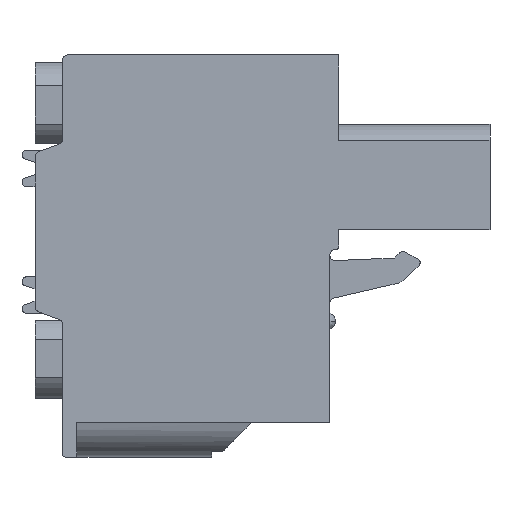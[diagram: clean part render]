
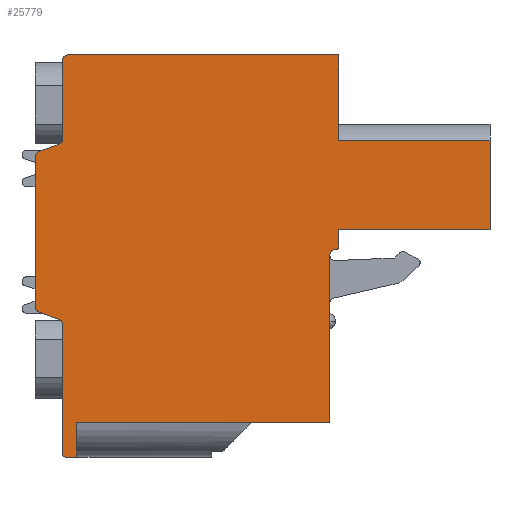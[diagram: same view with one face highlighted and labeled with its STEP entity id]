
A CAD part, front view. The second image highlights one B-rep face of the part: STEP entity #25779.
In plain terms, the highlighted planar face has unit normal (0, -1, 0).
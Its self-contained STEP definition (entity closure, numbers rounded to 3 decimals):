
#2327=DIRECTION('',(0.,0.,1.));
#2328=VECTOR('',#2327,4.7);
#2329=CARTESIAN_POINT('',(4.181,-101.5,6.775));
#2330=LINE('',#2329,#2328);
#2510=DIRECTION('',(-1.,0.,0.));
#2511=VECTOR('',#2510,8.3);
#2512=CARTESIAN_POINT('',(12.481,-101.5,6.775));
#2513=LINE('',#2512,#2511);
#2514=DIRECTION('',(0.,0.,-1.));
#2515=VECTOR('',#2514,4.9);
#2516=CARTESIAN_POINT('',(12.481,-101.5,6.775));
#2517=LINE('',#2516,#2515);
#2518=DIRECTION('',(-1.,0.,0.));
#2519=VECTOR('',#2518,8.3);
#2520=CARTESIAN_POINT('',(12.481,-101.5,1.875));
#2521=LINE('',#2520,#2519);
#2522=DIRECTION('',(0.,0.,-1.));
#2523=VECTOR('',#2522,0.901);
#2524=CARTESIAN_POINT('',(4.181,-101.5,1.875));
#2525=LINE('',#2524,#2523);
#2526=CARTESIAN_POINT('',(3.981,-101.5,0.974));
#2527=DIRECTION('',(0.,1.,0.));
#2528=DIRECTION('',(1.,0.,0.));
#2529=AXIS2_PLACEMENT_3D('',#2526,#2527,#2528);
#2531=CARTESIAN_POINT('',(3.981,-101.5,0.474));
#2532=DIRECTION('',(0.,-1.,0.));
#2533=DIRECTION('',(0.,0.,1.));
#2534=AXIS2_PLACEMENT_3D('',#2531,#2532,#2533);
#2536=DIRECTION('',(-1.,0.,0.));
#2537=VECTOR('',#2536,13.9);
#2538=CARTESIAN_POINT('',(3.681,-101.5,-8.725));
#2539=LINE('',#2538,#2537);
#2540=DIRECTION('',(0.,0.,-1.));
#2541=VECTOR('',#2540,1.9);
#2542=CARTESIAN_POINT('',(-10.219,-101.5,-8.725));
#2543=LINE('',#2542,#2541);
#2544=DIRECTION('',(-1.,0.,0.));
#2545=VECTOR('',#2544,0.6);
#2546=CARTESIAN_POINT('',(-10.219,-101.5,-10.625));
#2547=LINE('',#2546,#2545);
#2548=CARTESIAN_POINT('',(-10.819,-101.5,-10.425));
#2549=DIRECTION('',(0.,1.,0.));
#2550=DIRECTION('',(0.,0.,-1.));
#2551=AXIS2_PLACEMENT_3D('',#2548,#2549,#2550);
#2553=DIRECTION('',(0.,0.,1.));
#2554=VECTOR('',#2553,7.095);
#2555=CARTESIAN_POINT('',(-11.019,-101.5,-10.425));
#2556=LINE('',#2555,#2554);
#2557=CARTESIAN_POINT('',(-11.319,-101.5,-3.33));
#2558=DIRECTION('',(0.,-1.,0.));
#2559=DIRECTION('',(1.,0.,0.));
#2560=AXIS2_PLACEMENT_3D('',#2557,#2558,#2559);
#2562=DIRECTION('',(-0.94,0.,0.342));
#2563=VECTOR('',#2562,1.176);
#2564=CARTESIAN_POINT('',(-11.216,-101.5,-3.048));
#2565=LINE('',#2564,#2563);
#2566=CARTESIAN_POINT('',(-12.219,-101.5,-2.364));
#2567=DIRECTION('',(0.,1.,0.));
#2568=DIRECTION('',(-0.342,0.,-0.94));
#2569=AXIS2_PLACEMENT_3D('',#2566,#2567,#2568);
#2571=DIRECTION('',(0.,0.,1.));
#2572=VECTOR('',#2571,8.238);
#2573=CARTESIAN_POINT('',(-12.519,-101.5,-2.364));
#2574=LINE('',#2573,#2572);
#2575=CARTESIAN_POINT('',(-12.219,-101.5,5.874));
#2576=DIRECTION('',(0.,1.,0.));
#2577=DIRECTION('',(-1.,0.,0.));
#2578=AXIS2_PLACEMENT_3D('',#2575,#2576,#2577);
#2580=DIRECTION('',(0.94,0.,0.342));
#2581=VECTOR('',#2580,1.176);
#2582=CARTESIAN_POINT('',(-12.321,-101.5,6.156));
#2583=LINE('',#2582,#2581);
#2584=CARTESIAN_POINT('',(-11.319,-101.5,6.84));
#2585=DIRECTION('',(0.,-1.,0.));
#2586=DIRECTION('',(0.342,0.,-0.94));
#2587=AXIS2_PLACEMENT_3D('',#2584,#2585,#2586);
#2589=DIRECTION('',(0.,0.,1.));
#2590=VECTOR('',#2589,4.335);
#2591=CARTESIAN_POINT('',(-11.019,-101.5,6.84));
#2592=LINE('',#2591,#2590);
#2593=CARTESIAN_POINT('',(-10.719,-101.5,11.175));
#2594=DIRECTION('',(0.,1.,0.));
#2595=DIRECTION('',(-1.,0.,0.));
#2596=AXIS2_PLACEMENT_3D('',#2593,#2594,#2595);
#2598=DIRECTION('',(1.,0.,0.));
#2599=VECTOR('',#2598,14.9);
#2600=CARTESIAN_POINT('',(-10.719,-101.5,11.475));
#2601=LINE('',#2600,#2599);
#3730=DIRECTION('',(0.,0.,1.));
#3731=VECTOR('',#3730,9.199);
#3732=CARTESIAN_POINT('',(3.681,-101.5,-8.725));
#3733=LINE('',#3732,#3731);
#18374=CARTESIAN_POINT('',(-12.519,-101.5,-2.364));
#18375=CARTESIAN_POINT('',(-12.519,-101.5,5.874));
#18376=VERTEX_POINT('',#18374);
#18377=VERTEX_POINT('',#18375);
#18378=CARTESIAN_POINT('',(-12.321,-101.5,6.156));
#18379=VERTEX_POINT('',#18378);
#18380=CARTESIAN_POINT('',(-11.216,-101.5,6.558));
#18381=VERTEX_POINT('',#18380);
#18382=CARTESIAN_POINT('',(-11.019,-101.5,6.84));
#18383=VERTEX_POINT('',#18382);
#18384=CARTESIAN_POINT('',(-11.019,-101.5,11.175));
#18385=VERTEX_POINT('',#18384);
#18386=CARTESIAN_POINT('',(-10.719,-101.5,11.475));
#18387=VERTEX_POINT('',#18386);
#18388=CARTESIAN_POINT('',(4.181,-101.5,11.475));
#18389=VERTEX_POINT('',#18388);
#18390=CARTESIAN_POINT('',(3.681,-101.5,-8.725));
#18391=CARTESIAN_POINT('',(-10.219,-101.5,-8.725));
#18392=VERTEX_POINT('',#18390);
#18393=VERTEX_POINT('',#18391);
#18394=CARTESIAN_POINT('',(-10.219,-101.5,-10.625));
#18395=VERTEX_POINT('',#18394);
#18396=CARTESIAN_POINT('',(-10.819,-101.5,-10.625));
#18397=VERTEX_POINT('',#18396);
#18398=CARTESIAN_POINT('',(-11.019,-101.5,-10.425));
#18399=VERTEX_POINT('',#18398);
#18400=CARTESIAN_POINT('',(-11.019,-101.5,-3.33));
#18401=VERTEX_POINT('',#18400);
#18402=CARTESIAN_POINT('',(-11.216,-101.5,-3.048));
#18403=VERTEX_POINT('',#18402);
#18404=CARTESIAN_POINT('',(-12.321,-101.5,-2.646));
#18405=VERTEX_POINT('',#18404);
#18416=CARTESIAN_POINT('',(4.181,-101.5,0.974));
#18417=CARTESIAN_POINT('',(3.981,-101.5,0.774));
#18418=VERTEX_POINT('',#18416);
#18419=VERTEX_POINT('',#18417);
#18420=CARTESIAN_POINT('',(4.181,-101.5,1.875));
#18421=VERTEX_POINT('',#18420);
#18422=CARTESIAN_POINT('',(3.681,-101.5,0.474));
#18423=VERTEX_POINT('',#18422);
#18424=CARTESIAN_POINT('',(12.481,-101.5,1.875));
#18425=VERTEX_POINT('',#18424);
#19659=CARTESIAN_POINT('',(4.181,-101.5,6.775));
#19661=VERTEX_POINT('',#19659);
#19664=CARTESIAN_POINT('',(12.481,-101.5,6.775));
#19665=VERTEX_POINT('',#19664);
#25729=CARTESIAN_POINT('',(0.,-101.5,0.));
#25730=DIRECTION('',(0.,1.,0.));
#25731=DIRECTION('',(1.,0.,0.));
#25732=AXIS2_PLACEMENT_3D('',#25729,#25730,#25731);
#25733=PLANE('',#25732);
#25734=ORIENTED_EDGE('',*,*,#25632,.F.);
#25735=ORIENTED_EDGE('',*,*,#24233,.T.);
#25737=ORIENTED_EDGE('',*,*,#25736,.T.);
#25739=ORIENTED_EDGE('',*,*,#25738,.T.);
#25741=ORIENTED_EDGE('',*,*,#25740,.T.);
#25743=ORIENTED_EDGE('',*,*,#25742,.T.);
#25745=ORIENTED_EDGE('',*,*,#25744,.F.);
#25747=ORIENTED_EDGE('',*,*,#25746,.T.);
#25749=ORIENTED_EDGE('',*,*,#25748,.T.);
#25751=ORIENTED_EDGE('',*,*,#25750,.T.);
#25753=ORIENTED_EDGE('',*,*,#25752,.T.);
#25755=ORIENTED_EDGE('',*,*,#25754,.T.);
#25757=ORIENTED_EDGE('',*,*,#25756,.T.);
#25759=ORIENTED_EDGE('',*,*,#25758,.T.);
#25761=ORIENTED_EDGE('',*,*,#25760,.T.);
#25763=ORIENTED_EDGE('',*,*,#25762,.T.);
#25765=ORIENTED_EDGE('',*,*,#25764,.T.);
#25767=ORIENTED_EDGE('',*,*,#25766,.T.);
#25769=ORIENTED_EDGE('',*,*,#25768,.T.);
#25771=ORIENTED_EDGE('',*,*,#25770,.T.);
#25773=ORIENTED_EDGE('',*,*,#25772,.T.);
#25775=ORIENTED_EDGE('',*,*,#25774,.T.);
#25776=ORIENTED_EDGE('',*,*,#25646,.F.);
#25777=EDGE_LOOP('',(#25734,#25735,#25737,#25739,#25741,#25743,#25745,#25747,
#25749,#25751,#25753,#25755,#25757,#25759,#25761,#25763,#25765,#25767,#25769,
#25771,#25773,#25775,#25776));
#25778=FACE_OUTER_BOUND('',#25777,.F.);
#25779=ADVANCED_FACE('',(#25778),#25733,.F.);
#2530=CIRCLE('',#2529,0.2);
#2535=CIRCLE('',#2534,0.3);
#2552=CIRCLE('',#2551,0.2);
#2561=CIRCLE('',#2560,0.3);
#2570=CIRCLE('',#2569,0.3);
#2579=CIRCLE('',#2578,0.3);
#2588=CIRCLE('',#2587,0.3);
#2597=CIRCLE('',#2596,0.3);
#24233=EDGE_CURVE('',#19665,#18425,#2517,.T.);
#25632=EDGE_CURVE('',#19665,#19661,#2513,.T.);
#25646=EDGE_CURVE('',#19661,#18389,#2330,.T.);
#25736=EDGE_CURVE('',#18425,#18421,#2521,.T.);
#25738=EDGE_CURVE('',#18421,#18418,#2525,.T.);
#25740=EDGE_CURVE('',#18418,#18419,#2530,.T.);
#25742=EDGE_CURVE('',#18419,#18423,#2535,.T.);
#25744=EDGE_CURVE('',#18392,#18423,#3733,.T.);
#25746=EDGE_CURVE('',#18392,#18393,#2539,.T.);
#25748=EDGE_CURVE('',#18393,#18395,#2543,.T.);
#25750=EDGE_CURVE('',#18395,#18397,#2547,.T.);
#25752=EDGE_CURVE('',#18397,#18399,#2552,.T.);
#25754=EDGE_CURVE('',#18399,#18401,#2556,.T.);
#25756=EDGE_CURVE('',#18401,#18403,#2561,.T.);
#25758=EDGE_CURVE('',#18403,#18405,#2565,.T.);
#25760=EDGE_CURVE('',#18405,#18376,#2570,.T.);
#25762=EDGE_CURVE('',#18376,#18377,#2574,.T.);
#25764=EDGE_CURVE('',#18377,#18379,#2579,.T.);
#25766=EDGE_CURVE('',#18379,#18381,#2583,.T.);
#25768=EDGE_CURVE('',#18381,#18383,#2588,.T.);
#25770=EDGE_CURVE('',#18383,#18385,#2592,.T.);
#25772=EDGE_CURVE('',#18385,#18387,#2597,.T.);
#25774=EDGE_CURVE('',#18387,#18389,#2601,.T.);
